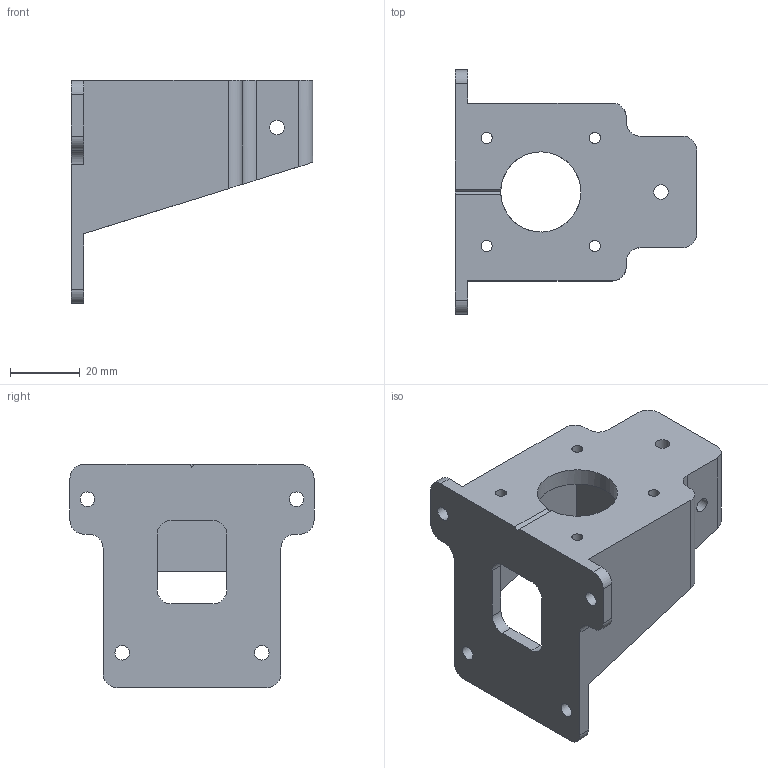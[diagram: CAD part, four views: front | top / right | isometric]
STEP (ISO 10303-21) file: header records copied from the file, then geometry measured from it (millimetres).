
FILE_DESCRIPTION(('FreeCAD Model'),'2;1');
FILE_NAME('y-vslot-motor-holder-x1.step', '2021-05-09T13:08:38',('Author'),(''), 'Open CASCADE STEP processor 7.3','FreeCAD','Unknown');
FILE_SCHEMA(('AUTOMOTIVE_DESIGN { 1 0 10303 214 1 1 1 1 }'));
Length unit declared in the file: millimetre
Products named in the file (1): vslot-motor-holder
Bounding box: 69.2 x 70 x 64 mm (x, y, z)
Volume: 42841.8 mm3; surface area: 23135 mm2
Topology: 1 solids, 1 shells, 62 faces, 185 edges, 124 vertices
Faces by surface type: plane 32, cylinder 30
Full cylindrical faces by diameter (mm): 3.2 x4, 4.2 x7, 23 x1
Entity records: 5105 total; most frequent: CARTESIAN_POINT 1014, DIRECTION 668, LINE 381, VECTOR 381, ORIENTED_EDGE 370, PCURVE 370, DEFINITIONAL_REPRESENTATION 370, EDGE_CURVE 185
